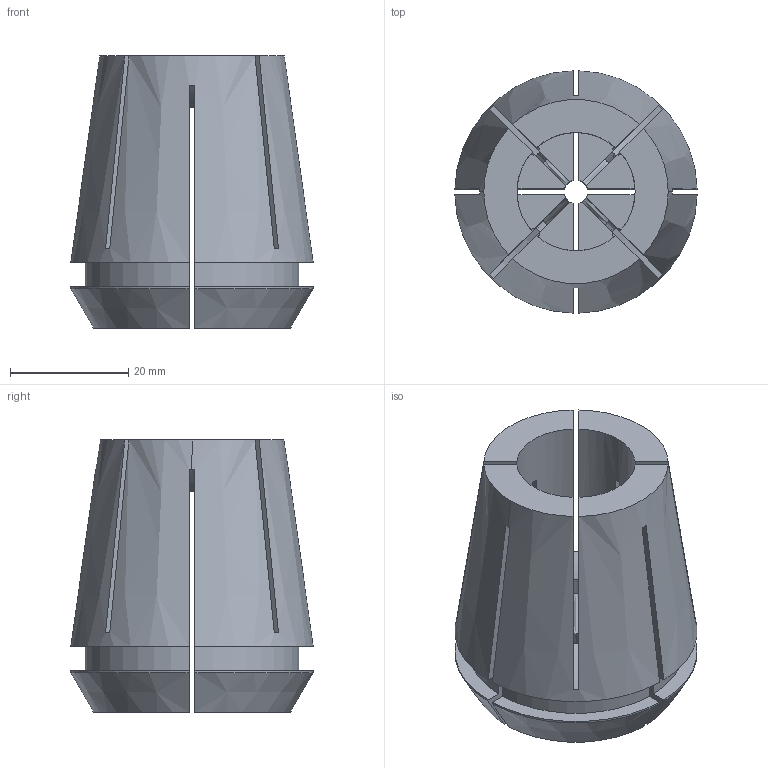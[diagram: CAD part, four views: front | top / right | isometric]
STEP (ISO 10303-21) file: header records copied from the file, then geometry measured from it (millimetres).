
FILE_DESCRIPTION (( 'STEP AP203' ), '1' );
FILE_NAME ('STP-202.127.40.04.STEP', '2017-04-10T03:31:03', ( 'user' ), ( '' ), 'SwSTEP 2.0', 'SolidWorks 2015', '' );
FILE_SCHEMA (( 'CONFIG_CONTROL_DESIGN' ));
Length unit declared in the file: millimetre
Products named in the file (1): STP-202.127.40.04
Bounding box: 40.99 x 40.99 x 46 mm (x, y, z)
Volume: 36515.5 mm3; surface area: 15670.1 mm2
Topology: 1 solids, 1 shells, 103 faces, 321 edges, 214 vertices
Faces by surface type: plane 56, cylinder 29, bspline 12, cone 6
Entity records: 3884 total; most frequent: CARTESIAN_POINT 1026, ORIENTED_EDGE 642, DIRECTION 533, EDGE_CURVE 321, VERTEX_POINT 214, AXIS2_PLACEMENT_3D 195, LINE 143, VECTOR 143
